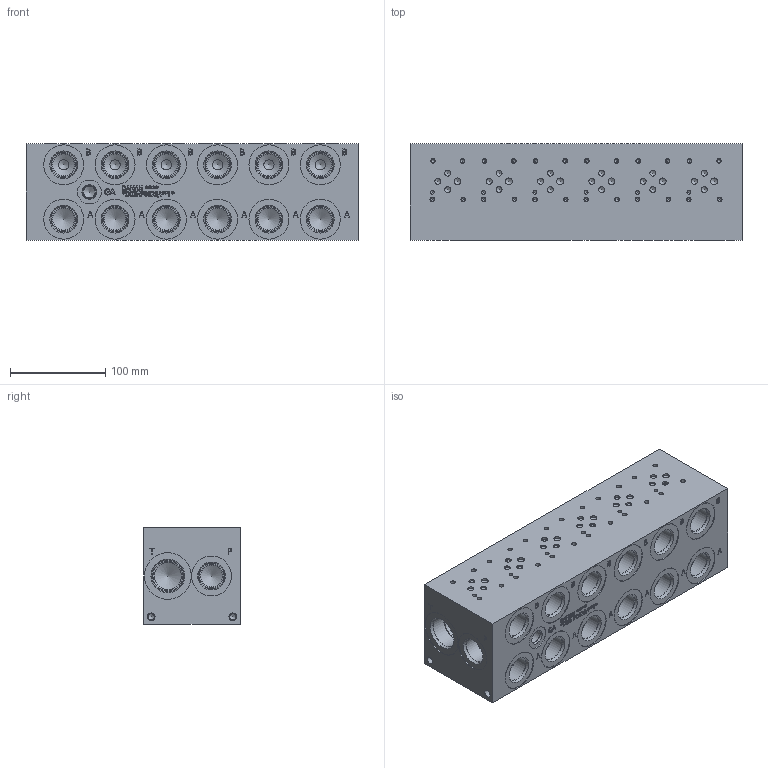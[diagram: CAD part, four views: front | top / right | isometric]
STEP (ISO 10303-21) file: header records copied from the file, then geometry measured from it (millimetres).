
FILE_DESCRIPTION(/* description */ (''),/* implementation_level */ '2;1');
FILE_NAME(/* name */ '_D03HP062S_P_T_.stp',/* time_stamp */ '2021-07-28T11:29:41-04:00',/* author */ ('anthonyv'),/* organization */ (''),/* preprocessor_version */ 'ST-DEVELOPER v18.1',/* originating_system */ 'Autodesk Inventor 2021',/* authorisation */ '');
FILE_SCHEMA (('AUTOMOTIVE_DESIGN { 1 0 10303 214 3 1 1 }'));
Length unit declared in the file: millimetre
Products named in the file (1): _D03HP062S_P_T_
Bounding box: 349.25 x 101.6 x 101.6 mm (x, y, z)
Volume: 3281288.7 mm3; surface area: 215663.5 mm2
Topology: 1 solids, 1 shells, 1106 faces, 3023 edges, 2053 vertices
Faces by surface type: plane 559, bspline 235, cylinder 178, cone 134
Full cylindrical faces by diameter (mm): 3.785 x24, 3.962 x6, 4.826 x24, 6.35 x18, 6.528 x4, 7.137 x6, 7.925 x4, 10.719 x6, 12.294 x1, 12.9 x1, 14.275 x1, 14.529 x1, 23.012 x14, 24.917 x14, 25.019 x1, 26.99 x3, 27 x11, 27.432 x14, 28.575 x2, 31.267 x2, 33.34 x1, 33.35 x1, 33.757 x2, 35.509 x1, 42.037 x14, 49.124 x2
Entity records: 36828 total; most frequent: CARTESIAN_POINT 9163, ORIENTED_EDGE 5896, DIRECTION 4884, EDGE_CURVE 2948, VERTEX_POINT 2053, LINE 1816, VECTOR 1816, AXIS2_PLACEMENT_3D 1534
